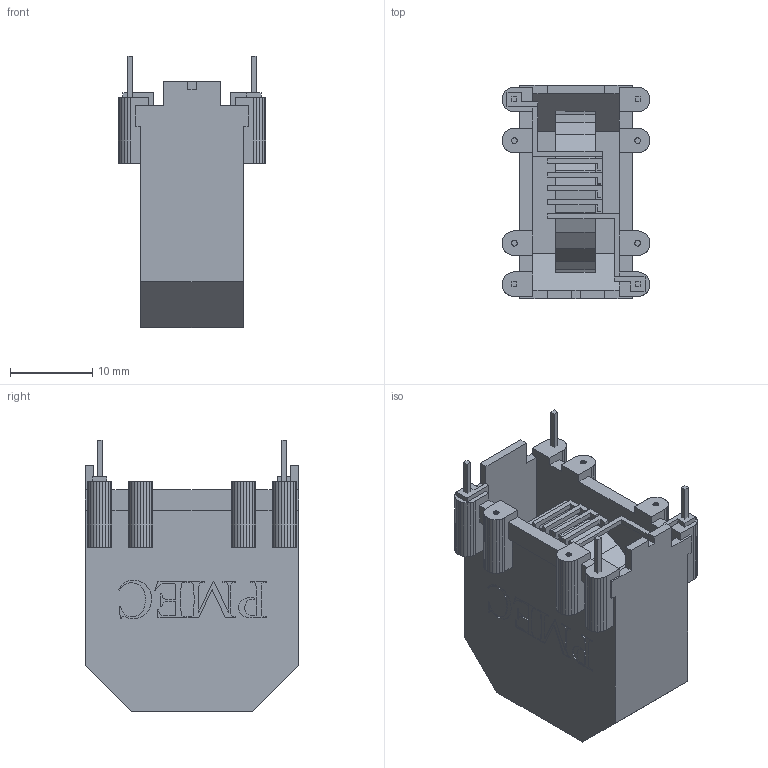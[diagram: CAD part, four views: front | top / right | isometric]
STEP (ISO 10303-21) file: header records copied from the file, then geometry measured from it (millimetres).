
FILE_DESCRIPTION(('FreeCAD Model'),'2;1');
FILE_NAME('X23Ver.stp', '2014-07-08T13:49:10',('FreeCAD'),('FreeCAD'), 'Open CASCADE STEP processor 6.3','FreeCAD','Unknown');
FILE_SCHEMA(('AUTOMOTIVE_DESIGN_CC2 { 1 2 10303 214 -1 1 5 4 }'));
Products named in the file (6): X23Ver; X23Ver005; X23Ver004; X23Ver003; X23Ver002; X23Ver001
Bounding box: 18 x 26 x 33 mm (x, y, z)
Volume: 3371.2 mm3; surface area: 6162.7 mm2
Topology: 6 solids, 6 shells, 858 faces, 2500 edges, 1667 vertices
Faces by surface type: plane 595, cylinder 263
Entity records: 63002 total; most frequent: CARTESIAN_POINT 14949, DIRECTION 8452, LINE 5390, VECTOR 5390, ORIENTED_EDGE 5000, PCURVE 5000, DEFINITIONAL_REPRESENTATION 5000, EDGE_CURVE 2500
